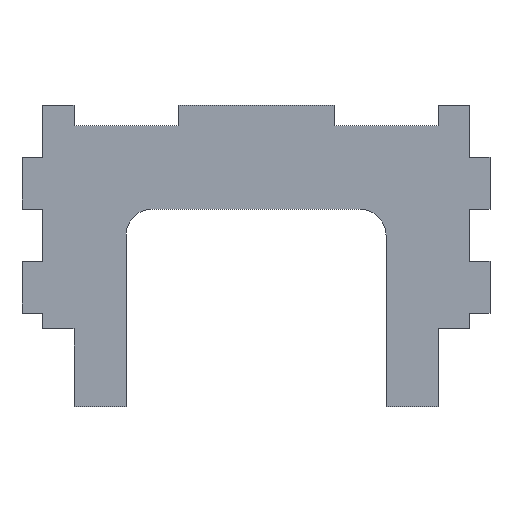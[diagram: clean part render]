
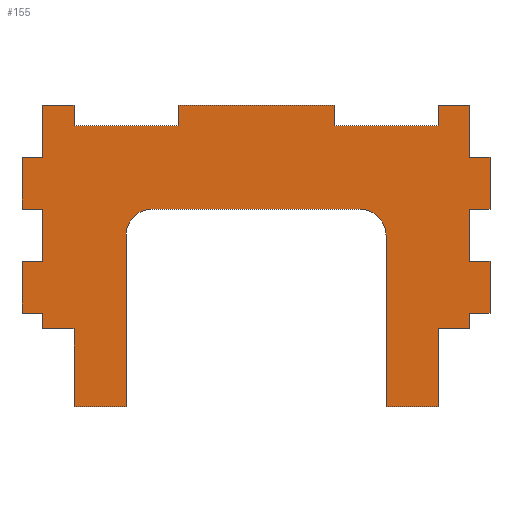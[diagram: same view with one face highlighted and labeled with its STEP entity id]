
A CAD part, top view. The second image highlights one B-rep face of the part: STEP entity #155.
In plain terms, the highlighted planar face has unit normal (0, 0, 1).
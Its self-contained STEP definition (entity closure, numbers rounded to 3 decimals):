
#115=CIRCLE('',#1233,5.);
#116=CIRCLE('',#1234,5.);
#155=ADVANCED_FACE('',(#233),#195,.F.);
#195=PLANE('',#1235);
#233=FACE_OUTER_BOUND('',#273,.T.);
#273=EDGE_LOOP('',(#421,#422,#423,#424,#425,#426,#427,#428,#429,#430,#431,
#432,#433,#434,#435,#436,#437,#438,#439,#440,#441,#442,#443,#444,#445,#446,
#447,#448,#449,#450,#451,#452,#453,#454,#455,#456,#457,#458));
#421=ORIENTED_EDGE('',*,*,#583,.F.);
#422=ORIENTED_EDGE('',*,*,#690,.F.);
#423=ORIENTED_EDGE('',*,*,#687,.F.);
#424=ORIENTED_EDGE('',*,*,#684,.F.);
#425=ORIENTED_EDGE('',*,*,#681,.F.);
#426=ORIENTED_EDGE('',*,*,#678,.F.);
#427=ORIENTED_EDGE('',*,*,#675,.F.);
#428=ORIENTED_EDGE('',*,*,#691,.T.);
#429=ORIENTED_EDGE('',*,*,#671,.F.);
#430=ORIENTED_EDGE('',*,*,#692,.T.);
#431=ORIENTED_EDGE('',*,*,#666,.F.);
#432=ORIENTED_EDGE('',*,*,#664,.F.);
#433=ORIENTED_EDGE('',*,*,#661,.F.);
#434=ORIENTED_EDGE('',*,*,#658,.F.);
#435=ORIENTED_EDGE('',*,*,#655,.F.);
#436=ORIENTED_EDGE('',*,*,#652,.F.);
#437=ORIENTED_EDGE('',*,*,#649,.F.);
#438=ORIENTED_EDGE('',*,*,#646,.F.);
#439=ORIENTED_EDGE('',*,*,#643,.F.);
#440=ORIENTED_EDGE('',*,*,#640,.F.);
#441=ORIENTED_EDGE('',*,*,#637,.F.);
#442=ORIENTED_EDGE('',*,*,#634,.F.);
#443=ORIENTED_EDGE('',*,*,#631,.F.);
#444=ORIENTED_EDGE('',*,*,#628,.F.);
#445=ORIENTED_EDGE('',*,*,#625,.F.);
#446=ORIENTED_EDGE('',*,*,#622,.F.);
#447=ORIENTED_EDGE('',*,*,#619,.F.);
#448=ORIENTED_EDGE('',*,*,#616,.F.);
#449=ORIENTED_EDGE('',*,*,#613,.F.);
#450=ORIENTED_EDGE('',*,*,#610,.F.);
#451=ORIENTED_EDGE('',*,*,#607,.F.);
#452=ORIENTED_EDGE('',*,*,#604,.F.);
#453=ORIENTED_EDGE('',*,*,#601,.F.);
#454=ORIENTED_EDGE('',*,*,#598,.F.);
#455=ORIENTED_EDGE('',*,*,#595,.F.);
#456=ORIENTED_EDGE('',*,*,#592,.F.);
#457=ORIENTED_EDGE('',*,*,#589,.F.);
#458=ORIENTED_EDGE('',*,*,#586,.F.);
#507=VERTEX_POINT('',#1526);
#508=VERTEX_POINT('',#1528);
#510=VERTEX_POINT('',#1534);
#512=VERTEX_POINT('',#1540);
#514=VERTEX_POINT('',#1546);
#516=VERTEX_POINT('',#1552);
#518=VERTEX_POINT('',#1558);
#520=VERTEX_POINT('',#1564);
#522=VERTEX_POINT('',#1570);
#524=VERTEX_POINT('',#1576);
#526=VERTEX_POINT('',#1582);
#528=VERTEX_POINT('',#1588);
#530=VERTEX_POINT('',#1594);
#532=VERTEX_POINT('',#1600);
#534=VERTEX_POINT('',#1606);
#536=VERTEX_POINT('',#1612);
#538=VERTEX_POINT('',#1618);
#540=VERTEX_POINT('',#1624);
#542=VERTEX_POINT('',#1630);
#544=VERTEX_POINT('',#1636);
#546=VERTEX_POINT('',#1642);
#548=VERTEX_POINT('',#1648);
#550=VERTEX_POINT('',#1654);
#552=VERTEX_POINT('',#1660);
#554=VERTEX_POINT('',#1666);
#556=VERTEX_POINT('',#1672);
#558=VERTEX_POINT('',#1678);
#560=VERTEX_POINT('',#1684);
#562=VERTEX_POINT('',#1690);
#563=VERTEX_POINT('',#1694);
#567=VERTEX_POINT('',#1703);
#568=VERTEX_POINT('',#1705);
#571=VERTEX_POINT('',#1712);
#572=VERTEX_POINT('',#1714);
#574=VERTEX_POINT('',#1720);
#576=VERTEX_POINT('',#1726);
#578=VERTEX_POINT('',#1732);
#580=VERTEX_POINT('',#1738);
#583=EDGE_CURVE('',#507,#508,#851,.T.);
#586=EDGE_CURVE('',#508,#510,#854,.T.);
#589=EDGE_CURVE('',#510,#512,#857,.T.);
#592=EDGE_CURVE('',#512,#514,#860,.T.);
#595=EDGE_CURVE('',#514,#516,#863,.T.);
#598=EDGE_CURVE('',#516,#518,#866,.T.);
#601=EDGE_CURVE('',#518,#520,#869,.T.);
#604=EDGE_CURVE('',#520,#522,#872,.T.);
#607=EDGE_CURVE('',#522,#524,#875,.T.);
#610=EDGE_CURVE('',#524,#526,#878,.T.);
#613=EDGE_CURVE('',#526,#528,#881,.T.);
#616=EDGE_CURVE('',#528,#530,#884,.T.);
#619=EDGE_CURVE('',#530,#532,#887,.T.);
#622=EDGE_CURVE('',#532,#534,#890,.T.);
#625=EDGE_CURVE('',#534,#536,#893,.T.);
#628=EDGE_CURVE('',#536,#538,#896,.T.);
#631=EDGE_CURVE('',#538,#540,#899,.T.);
#634=EDGE_CURVE('',#540,#542,#902,.T.);
#637=EDGE_CURVE('',#542,#544,#905,.T.);
#640=EDGE_CURVE('',#544,#546,#908,.T.);
#643=EDGE_CURVE('',#546,#548,#911,.T.);
#646=EDGE_CURVE('',#548,#550,#914,.T.);
#649=EDGE_CURVE('',#550,#552,#917,.T.);
#652=EDGE_CURVE('',#552,#554,#920,.T.);
#655=EDGE_CURVE('',#554,#556,#923,.T.);
#658=EDGE_CURVE('',#556,#558,#926,.T.);
#661=EDGE_CURVE('',#558,#560,#929,.T.);
#664=EDGE_CURVE('',#560,#562,#932,.T.);
#666=EDGE_CURVE('',#562,#563,#934,.T.);
#671=EDGE_CURVE('',#567,#568,#939,.T.);
#675=EDGE_CURVE('',#571,#572,#943,.T.);
#678=EDGE_CURVE('',#572,#574,#946,.T.);
#681=EDGE_CURVE('',#574,#576,#949,.T.);
#684=EDGE_CURVE('',#576,#578,#952,.T.);
#687=EDGE_CURVE('',#578,#580,#955,.T.);
#690=EDGE_CURVE('',#580,#507,#958,.T.);
#691=EDGE_CURVE('',#571,#568,#115,.T.);
#692=EDGE_CURVE('',#567,#563,#116,.T.);
#851=LINE('',#1527,#999);
#854=LINE('',#1533,#1002);
#857=LINE('',#1539,#1005);
#860=LINE('',#1545,#1008);
#863=LINE('',#1551,#1011);
#866=LINE('',#1557,#1014);
#869=LINE('',#1563,#1017);
#872=LINE('',#1569,#1020);
#875=LINE('',#1575,#1023);
#878=LINE('',#1581,#1026);
#881=LINE('',#1587,#1029);
#884=LINE('',#1593,#1032);
#887=LINE('',#1599,#1035);
#890=LINE('',#1605,#1038);
#893=LINE('',#1611,#1041);
#896=LINE('',#1617,#1044);
#899=LINE('',#1623,#1047);
#902=LINE('',#1629,#1050);
#905=LINE('',#1635,#1053);
#908=LINE('',#1641,#1056);
#911=LINE('',#1647,#1059);
#914=LINE('',#1653,#1062);
#917=LINE('',#1659,#1065);
#920=LINE('',#1665,#1068);
#923=LINE('',#1671,#1071);
#926=LINE('',#1677,#1074);
#929=LINE('',#1683,#1077);
#932=LINE('',#1689,#1080);
#934=LINE('',#1693,#1082);
#939=LINE('',#1704,#1087);
#943=LINE('',#1713,#1091);
#946=LINE('',#1719,#1094);
#949=LINE('',#1725,#1097);
#952=LINE('',#1731,#1100);
#955=LINE('',#1737,#1103);
#958=LINE('',#1742,#1106);
#999=VECTOR('',#1285,1.);
#1002=VECTOR('',#1290,1.);
#1005=VECTOR('',#1295,1.);
#1008=VECTOR('',#1300,1.);
#1011=VECTOR('',#1305,1.);
#1014=VECTOR('',#1310,1.);
#1017=VECTOR('',#1315,1.);
#1020=VECTOR('',#1320,1.);
#1023=VECTOR('',#1325,1.);
#1026=VECTOR('',#1330,1.);
#1029=VECTOR('',#1335,1.);
#1032=VECTOR('',#1340,1.);
#1035=VECTOR('',#1345,1.);
#1038=VECTOR('',#1350,1.);
#1041=VECTOR('',#1355,1.);
#1044=VECTOR('',#1360,1.);
#1047=VECTOR('',#1365,1.);
#1050=VECTOR('',#1370,1.);
#1053=VECTOR('',#1375,1.);
#1056=VECTOR('',#1380,1.);
#1059=VECTOR('',#1385,1.);
#1062=VECTOR('',#1390,1.);
#1065=VECTOR('',#1395,1.);
#1068=VECTOR('',#1400,1.);
#1071=VECTOR('',#1405,1.);
#1074=VECTOR('',#1410,1.);
#1077=VECTOR('',#1415,1.);
#1080=VECTOR('',#1420,1.);
#1082=VECTOR('',#1424,1.);
#1087=VECTOR('',#1431,1.);
#1091=VECTOR('',#1437,1.);
#1094=VECTOR('',#1442,1.);
#1097=VECTOR('',#1447,1.);
#1100=VECTOR('',#1452,1.);
#1103=VECTOR('',#1457,1.);
#1106=VECTOR('',#1462,1.);
#1233=AXIS2_PLACEMENT_3D('',#1744,#1465,#1466);
#1234=AXIS2_PLACEMENT_3D('',#1745,#1467,#1468);
#1235=AXIS2_PLACEMENT_3D('',#1746,#1469,#1470);
#1285=DIRECTION('',(0.,1.,0.));
#1290=DIRECTION('',(1.,0.,0.));
#1295=DIRECTION('',(0.,1.,0.));
#1300=DIRECTION('',(-1.,0.,0.));
#1305=DIRECTION('',(0.,1.,0.));
#1310=DIRECTION('',(1.,0.,0.));
#1315=DIRECTION('',(0.,1.,0.));
#1320=DIRECTION('',(1.,0.,0.));
#1325=DIRECTION('',(0.,-1.,0.));
#1330=DIRECTION('',(1.,0.,0.));
#1335=DIRECTION('',(0.,1.,0.));
#1340=DIRECTION('',(1.,0.,0.));
#1345=DIRECTION('',(0.,-1.,0.));
#1350=DIRECTION('',(1.,0.,0.));
#1355=DIRECTION('',(0.,1.,0.));
#1360=DIRECTION('',(1.,0.,0.));
#1365=DIRECTION('',(0.,-1.,0.));
#1370=DIRECTION('',(1.,0.,0.));
#1375=DIRECTION('',(0.,-1.,0.));
#1380=DIRECTION('',(-1.,0.,0.));
#1385=DIRECTION('',(0.,-1.,0.));
#1390=DIRECTION('',(1.,0.,0.));
#1395=DIRECTION('',(0.,-1.,0.));
#1400=DIRECTION('',(-1.,0.,0.));
#1405=DIRECTION('',(0.,-1.,0.));
#1410=DIRECTION('',(-1.,0.,0.));
#1415=DIRECTION('',(0.,-1.,0.));
#1420=DIRECTION('',(-1.,0.,0.));
#1424=DIRECTION('',(0.,1.,0.));
#1431=DIRECTION('',(-1.,0.,0.));
#1437=DIRECTION('',(0.,-1.,0.));
#1442=DIRECTION('',(-1.,0.,0.));
#1447=DIRECTION('',(0.,1.,0.));
#1452=DIRECTION('',(-1.,0.,0.));
#1457=DIRECTION('',(0.,1.,0.));
#1462=DIRECTION('',(-1.,0.,0.));
#1465=DIRECTION('',(0.,0.,-1.));
#1466=DIRECTION('',(-1.,0.,0.));
#1467=DIRECTION('',(0.,0.,-1.));
#1468=DIRECTION('',(-1.,0.,0.));
#1469=DIRECTION('',(0.,0.,-1.));
#1470=DIRECTION('',(-1.,0.,0.));
#1526=CARTESIAN_POINT('',(-45.,-18.5,4.));
#1527=CARTESIAN_POINT('',(-45.,-18.5,4.));
#1528=CARTESIAN_POINT('',(-45.,-8.5,4.));
#1533=CARTESIAN_POINT('',(-45.,-8.5,4.));
#1534=CARTESIAN_POINT('',(-41.,-8.5,4.));
#1539=CARTESIAN_POINT('',(-41.,-8.5,4.));
#1540=CARTESIAN_POINT('',(-41.,1.5,4.));
#1545=CARTESIAN_POINT('',(-41.,1.5,4.));
#1546=CARTESIAN_POINT('',(-45.,1.5,4.));
#1551=CARTESIAN_POINT('',(-45.,1.5,4.));
#1552=CARTESIAN_POINT('',(-45.,11.5,4.));
#1557=CARTESIAN_POINT('',(-45.,11.5,4.));
#1558=CARTESIAN_POINT('',(-41.,11.5,4.));
#1563=CARTESIAN_POINT('',(-41.,11.5,4.));
#1564=CARTESIAN_POINT('',(-41.,21.5,4.));
#1569=CARTESIAN_POINT('',(-41.,21.5,4.));
#1570=CARTESIAN_POINT('',(-35.,21.5,4.));
#1575=CARTESIAN_POINT('',(-35.,21.5,4.));
#1576=CARTESIAN_POINT('',(-35.,17.5,4.));
#1581=CARTESIAN_POINT('',(-35.,17.5,4.));
#1582=CARTESIAN_POINT('',(-15.,17.5,4.));
#1587=CARTESIAN_POINT('',(-15.,17.5,4.));
#1588=CARTESIAN_POINT('',(-15.,21.5,4.));
#1593=CARTESIAN_POINT('',(-15.,21.5,4.));
#1594=CARTESIAN_POINT('',(15.,21.5,4.));
#1599=CARTESIAN_POINT('',(15.,21.5,4.));
#1600=CARTESIAN_POINT('',(15.,17.5,4.));
#1605=CARTESIAN_POINT('',(15.,17.5,4.));
#1606=CARTESIAN_POINT('',(35.,17.5,4.));
#1611=CARTESIAN_POINT('',(35.,17.5,4.));
#1612=CARTESIAN_POINT('',(35.,21.5,4.));
#1617=CARTESIAN_POINT('',(35.,21.5,4.));
#1618=CARTESIAN_POINT('',(41.,21.5,4.));
#1623=CARTESIAN_POINT('',(41.,21.5,4.));
#1624=CARTESIAN_POINT('',(41.,11.5,4.));
#1629=CARTESIAN_POINT('',(41.,11.5,4.));
#1630=CARTESIAN_POINT('',(45.,11.5,4.));
#1635=CARTESIAN_POINT('',(45.,11.5,4.));
#1636=CARTESIAN_POINT('',(45.,1.5,4.));
#1641=CARTESIAN_POINT('',(45.,1.5,4.));
#1642=CARTESIAN_POINT('',(41.,1.5,4.));
#1647=CARTESIAN_POINT('',(41.,1.5,4.));
#1648=CARTESIAN_POINT('',(41.,-8.5,4.));
#1653=CARTESIAN_POINT('',(41.,-8.5,4.));
#1654=CARTESIAN_POINT('',(45.,-8.5,4.));
#1659=CARTESIAN_POINT('',(45.,-8.5,4.));
#1660=CARTESIAN_POINT('',(45.,-18.5,4.));
#1665=CARTESIAN_POINT('',(45.,-18.5,4.));
#1666=CARTESIAN_POINT('',(41.,-18.5,4.));
#1671=CARTESIAN_POINT('',(41.,-18.5,4.));
#1672=CARTESIAN_POINT('',(41.,-21.5,4.));
#1677=CARTESIAN_POINT('',(41.,-21.5,4.));
#1678=CARTESIAN_POINT('',(35.,-21.5,4.));
#1683=CARTESIAN_POINT('',(35.,-21.5,4.));
#1684=CARTESIAN_POINT('',(35.,-36.5,4.));
#1689=CARTESIAN_POINT('',(35.,-36.5,4.));
#1690=CARTESIAN_POINT('',(25.,-36.5,4.));
#1693=CARTESIAN_POINT('',(25.,-36.5,4.));
#1694=CARTESIAN_POINT('',(25.,-3.5,4.));
#1703=CARTESIAN_POINT('',(20.,1.5,4.));
#1704=CARTESIAN_POINT('',(25.,1.5,4.));
#1705=CARTESIAN_POINT('',(-20.,1.5,4.));
#1712=CARTESIAN_POINT('',(-25.,-3.5,4.));
#1713=CARTESIAN_POINT('',(-25.,1.5,4.));
#1714=CARTESIAN_POINT('',(-25.,-36.5,4.));
#1719=CARTESIAN_POINT('',(-25.,-36.5,4.));
#1720=CARTESIAN_POINT('',(-35.,-36.5,4.));
#1725=CARTESIAN_POINT('',(-35.,-36.5,4.));
#1726=CARTESIAN_POINT('',(-35.,-21.5,4.));
#1731=CARTESIAN_POINT('',(-35.,-21.5,4.));
#1732=CARTESIAN_POINT('',(-41.,-21.5,4.));
#1737=CARTESIAN_POINT('',(-41.,-21.5,4.));
#1738=CARTESIAN_POINT('',(-41.,-18.5,4.));
#1742=CARTESIAN_POINT('',(-41.,-18.5,4.));
#1744=CARTESIAN_POINT('',(-20.,-3.5,4.));
#1745=CARTESIAN_POINT('',(20.,-3.5,4.));
#1746=CARTESIAN_POINT('',(0.,0.,4.));
